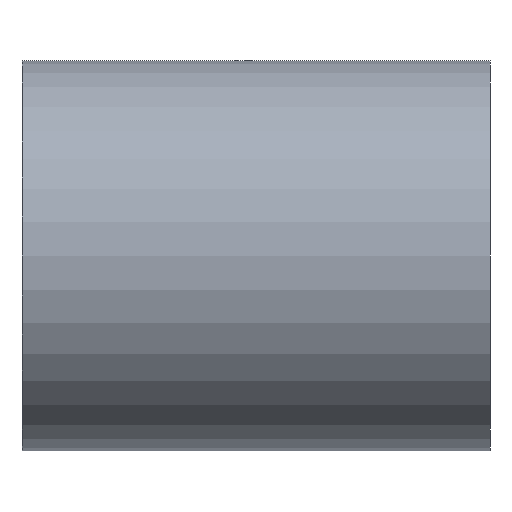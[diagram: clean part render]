
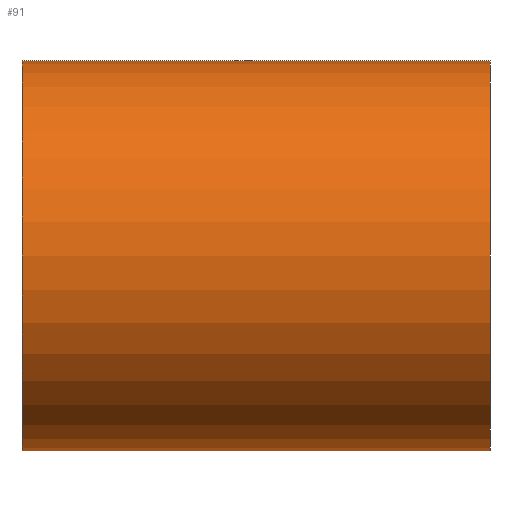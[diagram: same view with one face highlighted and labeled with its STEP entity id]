
A CAD part, left-side view. The second image highlights one B-rep face of the part: STEP entity #91.
In plain terms, the highlighted cylindrical face has radius 2.5 mm (diameter 5 mm), a partial arc.
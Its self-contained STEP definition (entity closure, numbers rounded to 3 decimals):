
#6 = ORIENTED_EDGE ( 'NONE', *, *, #68, .T. ) ;
#7 = CARTESIAN_POINT ( 'NONE',  ( 0., -3., 2.5 ) ) ;
#23 = VERTEX_POINT ( 'NONE', #190 ) ;
#24 = CARTESIAN_POINT ( 'NONE',  ( 0., 3., -2.5 ) ) ;
#38 = ORIENTED_EDGE ( 'NONE', *, *, #104, .F. ) ;
#39 = CARTESIAN_POINT ( 'NONE',  ( 0., 3., -2.5 ) ) ;
#55 = CARTESIAN_POINT ( 'NONE',  ( 0., -3., 0. ) ) ;
#64 = VERTEX_POINT ( 'NONE', #7 ) ;
#66 = DIRECTION ( 'NONE',  ( 0., 0., 1. ) ) ;
#68 = EDGE_CURVE ( 'NONE', #157, #64, #127, .T. ) ;
#70 = CARTESIAN_POINT ( 'NONE',  ( 0., 3., 0. ) ) ;
#75 = VERTEX_POINT ( 'NONE', #24 ) ;
#78 = CIRCLE ( 'NONE', #183, 2.5 ) ;
#84 = CARTESIAN_POINT ( 'NONE',  ( 0., 3., 0. ) ) ;
#91 = ADVANCED_FACE ( 'NONE', ( #166 ), #194, .T. ) ;
#96 = DIRECTION ( 'NONE',  ( 0., 1., 0. ) ) ;
#104 = EDGE_CURVE ( 'NONE', #75, #23, #78, .T. ) ;
#116 = DIRECTION ( 'NONE',  ( 0., 0., -1. ) ) ;
#123 = AXIS2_PLACEMENT_3D ( 'NONE', #55, #96, #164 ) ;
#126 = ORIENTED_EDGE ( 'NONE', *, *, #132, .T. ) ;
#127 = CIRCLE ( 'NONE', #123, 2.5 ) ;
#132 = EDGE_CURVE ( 'NONE', #75, #157, #161, .T. ) ;
#140 = DIRECTION ( 'NONE',  ( 0., 1., 0. ) ) ;
#143 = DIRECTION ( 'NONE',  ( 0., -1., 0. ) ) ;
#152 = CARTESIAN_POINT ( 'NONE',  ( 0., -3., -2.5 ) ) ;
#153 = AXIS2_PLACEMENT_3D ( 'NONE', #70, #143, #116 ) ;
#155 = EDGE_LOOP ( 'NONE', ( #174, #38, #126, #6 ) ) ;
#157 = VERTEX_POINT ( 'NONE', #152 ) ;
#161 = LINE ( 'NONE', #39, #172 ) ;
#164 = DIRECTION ( 'NONE',  ( 0., 0., 1. ) ) ;
#166 = FACE_OUTER_BOUND ( 'NONE', #155, .T. ) ;
#172 = VECTOR ( 'NONE', #181, 1000. ) ;
#174 = ORIENTED_EDGE ( 'NONE', *, *, #198, .F. ) ;
#181 = DIRECTION ( 'NONE',  ( 0., -1., 0. ) ) ;
#183 = AXIS2_PLACEMENT_3D ( 'NONE', #84, #140, #66 ) ;
#185 = CARTESIAN_POINT ( 'NONE',  ( 0., 3., 2.5 ) ) ;
#186 = LINE ( 'NONE', #185, #187 ) ;
#187 = VECTOR ( 'NONE', #196, 1000. ) ;
#190 = CARTESIAN_POINT ( 'NONE',  ( 0., 3., 2.5 ) ) ;
#194 = CYLINDRICAL_SURFACE ( 'NONE', #153, 2.5 ) ;
#196 = DIRECTION ( 'NONE',  ( 0., -1., 0. ) ) ;
#198 = EDGE_CURVE ( 'NONE', #23, #64, #186, .T. ) ;
